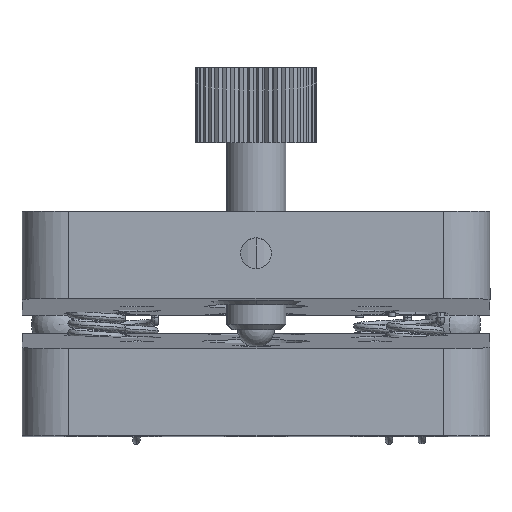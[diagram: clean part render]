
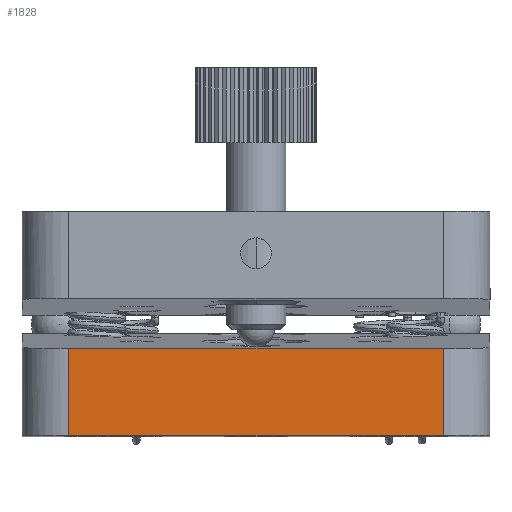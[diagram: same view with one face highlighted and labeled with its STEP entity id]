
A CAD part, top view. The second image highlights one B-rep face of the part: STEP entity #1828.
In plain terms, the highlighted planar face has unit normal (0, 0, 1).
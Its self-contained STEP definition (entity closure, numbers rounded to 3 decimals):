
#188 = ORIENTED_EDGE ( 'NONE', *, *, #5437, .F. ) ;
#1159 = DIRECTION ( 'NONE',  ( 1., 0., 0. ) ) ;
#1373 = DIRECTION ( 'NONE',  ( -1., 0., 0. ) ) ;
#1828 = ADVANCED_FACE ( 'NONE', ( #5701 ), #21884, .F. ) ;
#3245 = EDGE_CURVE ( 'NONE', #20767, #18430, #13133, .T. ) ;
#3330 = VERTEX_POINT ( 'NONE', #20365 ) ;
#3549 = EDGE_CURVE ( 'NONE', #10092, #20767, #20081, .T. ) ;
#4571 = CARTESIAN_POINT ( 'NONE',  ( 20., 9.299, 35. ) ) ;
#4613 = ORIENTED_EDGE ( 'NONE', *, *, #3549, .T. ) ;
#5131 = DIRECTION ( 'NONE',  ( 0., 1., 0. ) ) ;
#5437 = EDGE_CURVE ( 'NONE', #3330, #18430, #11324, .T. ) ;
#5701 = FACE_OUTER_BOUND ( 'NONE', #18178, .T. ) ;
#6841 = EDGE_CURVE ( 'NONE', #3330, #10092, #21914, .T. ) ;
#8246 = CARTESIAN_POINT ( 'NONE',  ( -25., 11., 35. ) ) ;
#8298 = AXIS2_PLACEMENT_3D ( 'NONE', #8246, #11591, #1373 ) ;
#8486 = CARTESIAN_POINT ( 'NONE',  ( 20., 11., 35. ) ) ;
#9651 = CARTESIAN_POINT ( 'NONE',  ( -25., 0., 35. ) ) ;
#9910 = VECTOR ( 'NONE', #5131, 1000. ) ;
#10092 = VERTEX_POINT ( 'NONE', #16349 ) ;
#10204 = DIRECTION ( 'NONE',  ( 0., -1., 0. ) ) ;
#10385 = VECTOR ( 'NONE', #10204, 1000. ) ;
#10448 = CARTESIAN_POINT ( 'NONE',  ( -20., 11., 35. ) ) ;
#11324 = LINE ( 'NONE', #21429, #12699 ) ;
#11591 = DIRECTION ( 'NONE',  ( 0., 0., -1. ) ) ;
#12699 = VECTOR ( 'NONE', #19767, 1000. ) ;
#12738 = CARTESIAN_POINT ( 'NONE',  ( 20., 0., 35. ) ) ;
#13133 = LINE ( 'NONE', #8486, #9910 ) ;
#15790 = ORIENTED_EDGE ( 'NONE', *, *, #3245, .T. ) ;
#16349 = CARTESIAN_POINT ( 'NONE',  ( -20., 0., 35. ) ) ;
#18058 = ORIENTED_EDGE ( 'NONE', *, *, #6841, .T. ) ;
#18178 = EDGE_LOOP ( 'NONE', ( #4613, #15790, #188, #18058 ) ) ;
#18430 = VERTEX_POINT ( 'NONE', #4571 ) ;
#19563 = VECTOR ( 'NONE', #1159, 1000. ) ;
#19767 = DIRECTION ( 'NONE',  ( 1., 0., 0. ) ) ;
#20081 = LINE ( 'NONE', #9651, #19563 ) ;
#20365 = CARTESIAN_POINT ( 'NONE',  ( -20., 9.299, 35. ) ) ;
#20767 = VERTEX_POINT ( 'NONE', #12738 ) ;
#21429 = CARTESIAN_POINT ( 'NONE',  ( -25., 9.299, 35. ) ) ;
#21884 = PLANE ( 'NONE',  #8298 ) ;
#21914 = LINE ( 'NONE', #10448, #10385 ) ;
